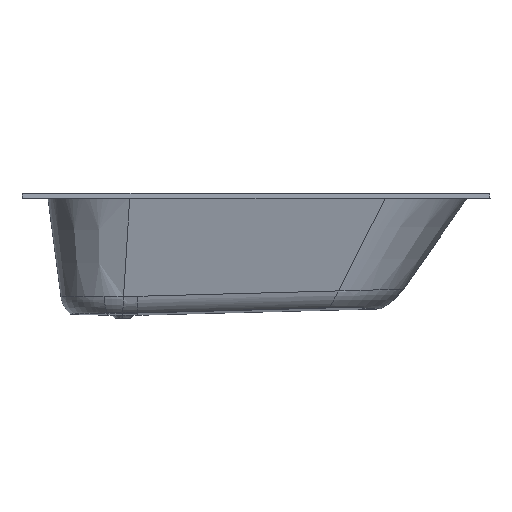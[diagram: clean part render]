
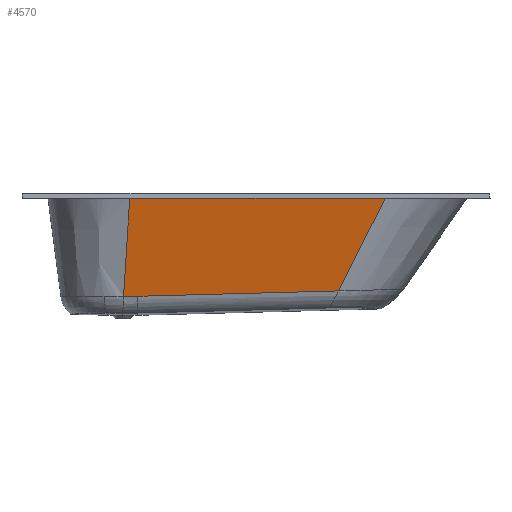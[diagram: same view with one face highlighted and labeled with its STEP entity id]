
A CAD part, front view. The second image highlights one B-rep face of the part: STEP entity #4570.
In plain terms, the highlighted planar face has unit normal (0, 0.982, 0.191).
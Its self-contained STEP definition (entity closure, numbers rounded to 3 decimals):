
#659=DIRECTION('',(-1.,0.005,-0.027));
#660=VECTOR('',#659,772.43);
#661=CARTESIAN_POINT('',(317.887,-245.326,-375.875));
#662=LINE('',#661,#660);
#663=DIRECTION('',(-0.445,0.171,-0.879));
#664=VECTOR('',#663,416.267);
#665=CARTESIAN_POINT('',(503.01,-316.467,-9.888));
#666=LINE('',#665,#664);
#667=DIRECTION('',(1.,0.,0.));
#668=VECTOR('',#667,988.01);
#669=CARTESIAN_POINT('',(-485.,-316.467,
-9.888));
#670=LINE('',#669,#668);
#671=DIRECTION('',(1.,0.,0.));
#672=VECTOR('',#671,0.495);
#673=CARTESIAN_POINT('',(-485.495,-316.467,
-9.888));
#674=LINE('',#673,#672);
#675=DIRECTION('',(0.061,-0.19,0.98));
#676=VECTOR('',#675,395.456);
#677=CARTESIAN_POINT('',(-509.799,-241.153,
-397.344));
#678=LINE('',#677,#676);
#679=CARTESIAN_POINT('',(-454.259,-241.327,
-396.45));
#680=CARTESIAN_POINT('',(-472.768,-241.23,
-396.946));
#681=CARTESIAN_POINT('',(-491.283,-241.181,
-397.202));
#682=CARTESIAN_POINT('',(-509.799,-241.153,
-397.344));
#1113=CARTESIAN_POINT('',(-509.799,-241.153,
-397.344));
#1133=CARTESIAN_POINT('',(-485.495,-316.467,
-9.888));
#3499=VERTEX_POINT('',#1133);
#3693=VERTEX_POINT('',#1113);
#3734=CARTESIAN_POINT('',(503.01,-316.467,
-9.888));
#3735=VERTEX_POINT('',#3734);
#3736=CARTESIAN_POINT('',(-485.,-316.467,
-9.888));
#3738=VERTEX_POINT('',#3736);
#3740=CARTESIAN_POINT('',(317.887,-245.326,
-375.875));
#3741=CARTESIAN_POINT('',(-454.259,-241.327,
-396.45));
#3742=VERTEX_POINT('',#3740);
#3743=VERTEX_POINT('',#3741);
#4552=CARTESIAN_POINT('',(-3.394,-278.81,
-203.616));
#4553=DIRECTION('',(0.,0.982,0.191));
#4554=DIRECTION('',(0.,-0.191,0.982));
#4555=AXIS2_PLACEMENT_3D('',#4552,#4553,#4554);
#4556=PLANE('',#4555);
#4558=ORIENTED_EDGE('',*,*,#4557,.F.);
#4560=ORIENTED_EDGE('',*,*,#4559,.F.);
#4562=ORIENTED_EDGE('',*,*,#4561,.F.);
#4563=ORIENTED_EDGE('',*,*,#4543,.F.);
#4565=ORIENTED_EDGE('',*,*,#4564,.F.);
#4567=ORIENTED_EDGE('',*,*,#4566,.F.);
#4568=EDGE_LOOP('',(#4558,#4560,#4562,#4563,#4565,#4567));
#4569=FACE_OUTER_BOUND('',#4568,.F.);
#4570=ADVANCED_FACE('',(#4569),#4556,.T.);
#683=B_SPLINE_CURVE_WITH_KNOTS('',3,(#679,#680,#681,#682),.UNSPECIFIED.,.F.,.F.,
(4,4),(0.,1.),.UNSPECIFIED.);
#4543=EDGE_CURVE('',#3499,#3738,#674,.T.);
#4557=EDGE_CURVE('',#3742,#3743,#662,.T.);
#4559=EDGE_CURVE('',#3735,#3742,#666,.T.);
#4561=EDGE_CURVE('',#3738,#3735,#670,.T.);
#4564=EDGE_CURVE('',#3693,#3499,#678,.T.);
#4566=EDGE_CURVE('',#3743,#3693,#683,.T.);
